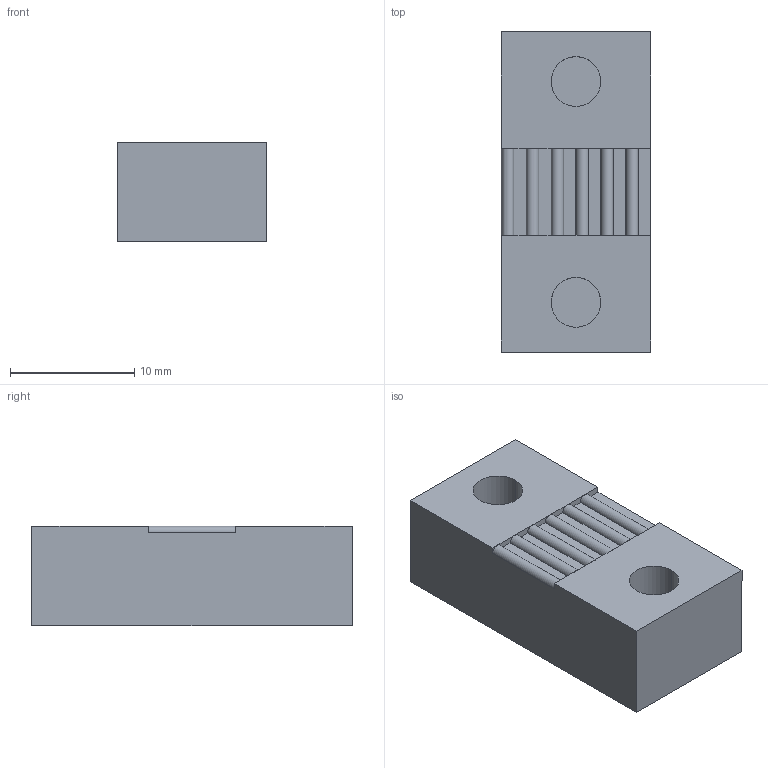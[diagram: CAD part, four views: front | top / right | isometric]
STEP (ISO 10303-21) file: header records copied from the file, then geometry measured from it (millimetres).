
FILE_DESCRIPTION (( 'STEP AP203' ), '1' );
FILE_NAME ('A51Z X-Gantry Left-retainer (grooved).STEP', '2019-01-01T17:52:15', ( '' ), ( '' ), 'SwSTEP 2.0', 'SolidWorks 2018', '' );
FILE_SCHEMA (( 'CONFIG_CONTROL_DESIGN' ));
Length unit declared in the file: millimetre
Products named in the file (1): A51Z X-Gantry Left-retainer (grooved)
Bounding box: 12 x 25.76 x 8 mm (x, y, z)
Volume: 2132.5 mm3; surface area: 1484.7 mm2
Topology: 1 solids, 1 shells, 45 faces, 105 edges, 66 vertices
Faces by surface type: plane 31, cylinder 14
Entity records: 1360 total; most frequent: DIRECTION 237, CARTESIAN_POINT 217, ORIENTED_EDGE 210, EDGE_CURVE 105, AXIS2_PLACEMENT_3D 86, VERTEX_POINT 66, VECTOR 65, LINE 65
